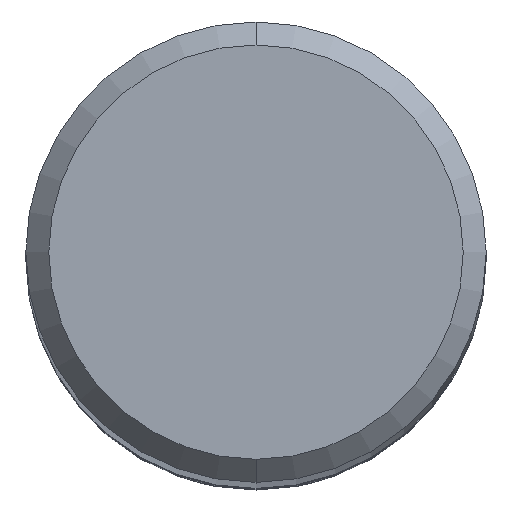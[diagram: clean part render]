
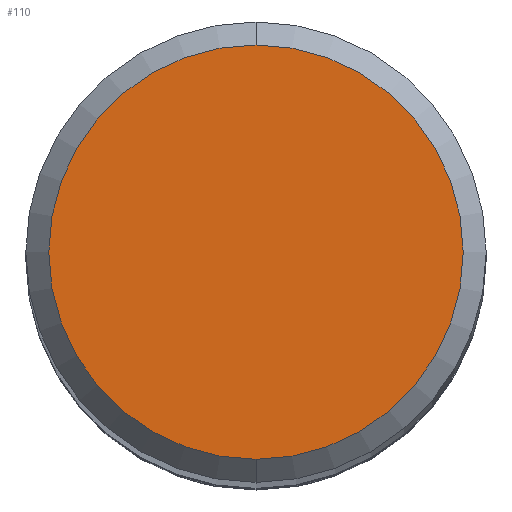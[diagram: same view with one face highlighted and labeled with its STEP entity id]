
A CAD part, top view. The second image highlights one B-rep face of the part: STEP entity #110.
In plain terms, the highlighted planar face has unit normal (0, 0, 1).
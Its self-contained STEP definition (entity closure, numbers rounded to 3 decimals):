
#110=ADVANCED_FACE('',(#271),#272,.T.);
#154=VERTEX_POINT('',#323);
#172=EDGE_CURVE('',#198,#154,#342,.T.);
#198=VERTEX_POINT('',#372);
#200=EDGE_CURVE('',#154,#198,#374,.T.);
#271=FACE_OUTER_BOUND('',#447,.T.);
#272=PLANE('',#448);
#323=CARTESIAN_POINT('',(0.0,4.5,0.0));
#342=CIRCLE('',#536,4.5);
#372=CARTESIAN_POINT('',(0.,-4.5,0.0));
#374=CIRCLE('',#576,4.5);
#447=EDGE_LOOP('',(#650,#651));
#448=AXIS2_PLACEMENT_3D('',#652,#653,#654);
#536=AXIS2_PLACEMENT_3D('',#731,#732,#733);
#576=AXIS2_PLACEMENT_3D('',#775,#776,#777);
#650=ORIENTED_EDGE('',*,*,#200,.F.);
#651=ORIENTED_EDGE('',*,*,#172,.F.);
#652=CARTESIAN_POINT('',(0.0,2.25,0.0));
#653=DIRECTION('',(-0.0,0.0,1.0));
#654=DIRECTION('',(0.0,-1.0,0.0));
#731=CARTESIAN_POINT('',(0.0,0.0,0.0));
#732=DIRECTION('',(0.0,0.0,-1.0));
#733=DIRECTION('',(0.0,1.0,0.0));
#775=CARTESIAN_POINT('',(0.0,0.0,0.0));
#776=DIRECTION('',(0.0,0.0,-1.0));
#777=DIRECTION('',(0.0,1.0,0.0));
